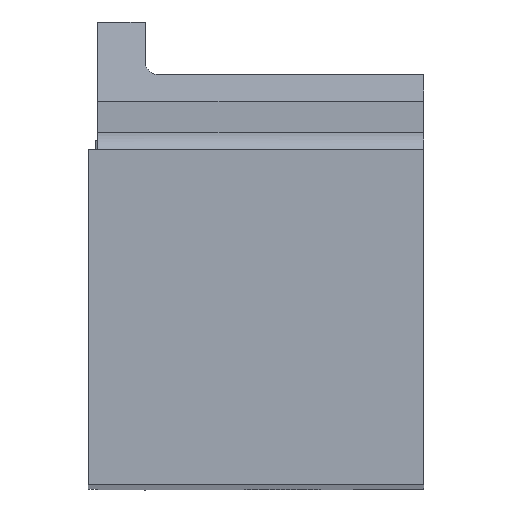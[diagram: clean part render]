
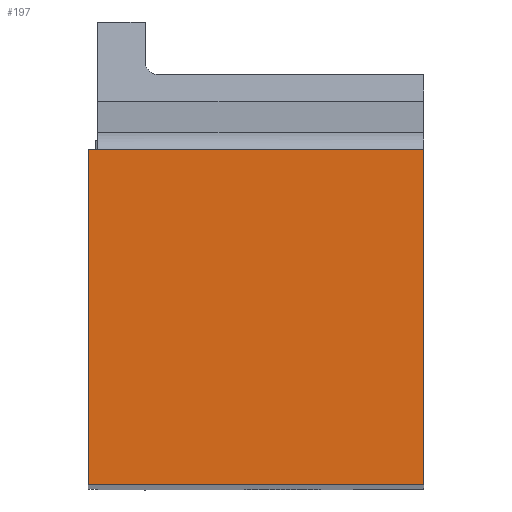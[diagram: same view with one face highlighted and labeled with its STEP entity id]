
A CAD part, top view. The second image highlights one B-rep face of the part: STEP entity #197.
In plain terms, the highlighted planar face has unit normal (0, 0, 1).
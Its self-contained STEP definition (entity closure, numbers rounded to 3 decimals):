
#197=ADVANCED_FACE('',(#383),#304,.T.);
#304=PLANE('',#2888);
#383=FACE_OUTER_BOUND('',#517,.T.);
#517=EDGE_LOOP('',(#884,#885,#886,#887));
#884=ORIENTED_EDGE('',*,*,#1788,.F.);
#885=ORIENTED_EDGE('',*,*,#1769,.F.);
#886=ORIENTED_EDGE('',*,*,#1766,.T.);
#887=ORIENTED_EDGE('',*,*,#1762,.F.);
#1463=VERTEX_POINT('',#4745);
#1464=VERTEX_POINT('',#4747);
#1467=VERTEX_POINT('',#4755);
#1469=VERTEX_POINT('',#4761);
#1762=EDGE_CURVE('',#1463,#1464,#2386,.T.);
#1766=EDGE_CURVE('',#1467,#1464,#2389,.T.);
#1769=EDGE_CURVE('',#1467,#1469,#2391,.T.);
#1788=EDGE_CURVE('',#1469,#1463,#2406,.T.);
#2386=LINE('',#4746,#2592);
#2389=LINE('',#4754,#2595);
#2391=LINE('',#4760,#2597);
#2406=LINE('',#4809,#2612);
#2592=VECTOR('',#3256,1.);
#2595=VECTOR('',#3263,1.);
#2597=VECTOR('',#3269,1.);
#2612=VECTOR('',#3298,1.);
#2888=AXIS2_PLACEMENT_3D('',#4815,#3305,#3306);
#3256=DIRECTION('',(0.,1.,0.));
#3263=DIRECTION('',(-1.,0.,0.));
#3269=DIRECTION('',(0.,-1.,0.));
#3298=DIRECTION('',(-1.,0.,0.));
#3305=DIRECTION('',(0.,0.,1.));
#3306=DIRECTION('',(-1.,0.,0.));
#4745=CARTESIAN_POINT('',(-12.7,0.,0.));
#4746=CARTESIAN_POINT('',(-12.7,0.,0.));
#4747=CARTESIAN_POINT('',(-12.7,12.7,0.));
#4754=CARTESIAN_POINT('',(0.,12.7,0.));
#4755=CARTESIAN_POINT('',(0.,12.7,0.));
#4760=CARTESIAN_POINT('',(0.,12.7,0.));
#4761=CARTESIAN_POINT('',(0.,0.,0.));
#4809=CARTESIAN_POINT('',(0.,0.,0.));
#4815=CARTESIAN_POINT('',(-6.35,6.35,0.));
